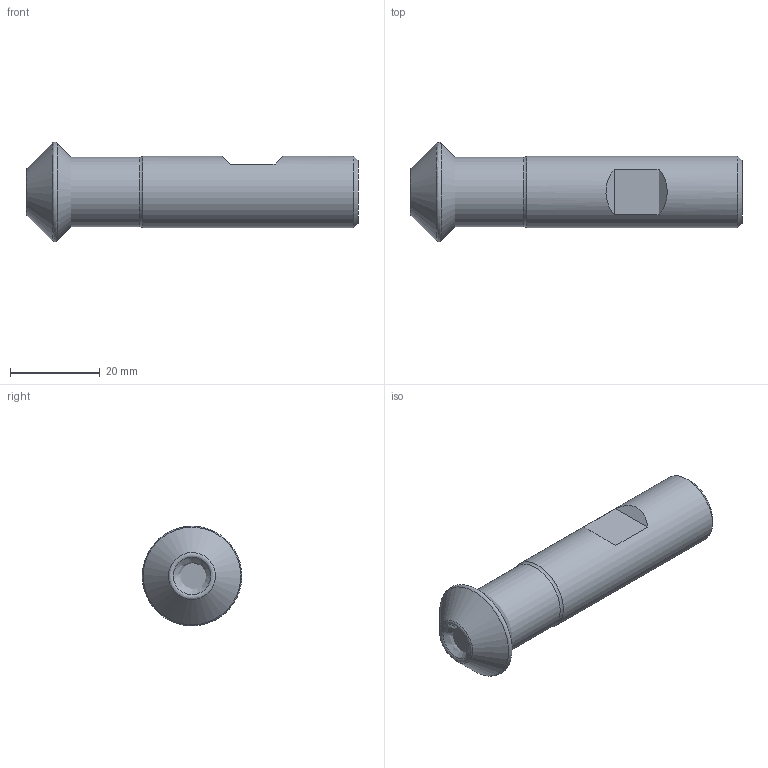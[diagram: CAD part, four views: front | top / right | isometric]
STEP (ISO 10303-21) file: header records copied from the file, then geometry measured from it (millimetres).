
FILE_DESCRIPTION(/* description */ (''),/* implementation_level */ '2;1');
FILE_NAME(/* name */ '10N1R027B16-SSD09-A.stp',/* time_stamp */ '2020-02-07T07:31:37+01:00',/* author */ (''),/* organization */ (''),/* preprocessor_version */ 'ST-DEVELOPER v16.7',/* originating_system */ 'SIEMENS PLM Software NX 12.0',/* authorisation */ '');
FILE_SCHEMA (('AUTOMOTIVE_DESIGN { 1 0 10303 214 3 1 1 1 }'));
Length unit declared in the file: millimetre
Products named in the file (1): pp07321CEE9Ebekq
Bounding box: 74.02 x 22.19 x 22.2 mm (x, y, z)
Volume: 17104.5 mm3; surface area: 5225.4 mm2
Topology: 2 solids, 2 shells, 21 faces, 48 edges, 30 vertices
Faces by surface type: revolution 10, plane 5, cylinder 3, cone 2, torus 1
Full cylindrical faces by diameter (mm): 15.5 x1, 16 x1, 20.554 x1
Entity records: 577 total; most frequent: CARTESIAN_POINT 154, DIRECTION 82, ORIENTED_EDGE 48, EDGE_LOOP 37, FACE_BOUND 31, AXIS2_PLACEMENT_3D 31, EDGE_CURVE 24, ADVANCED_FACE 21
